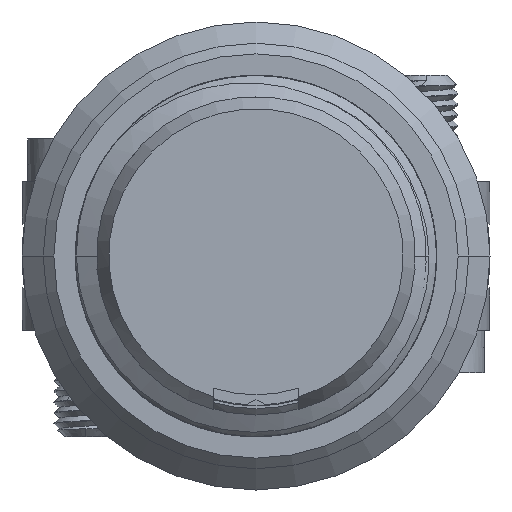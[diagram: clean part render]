
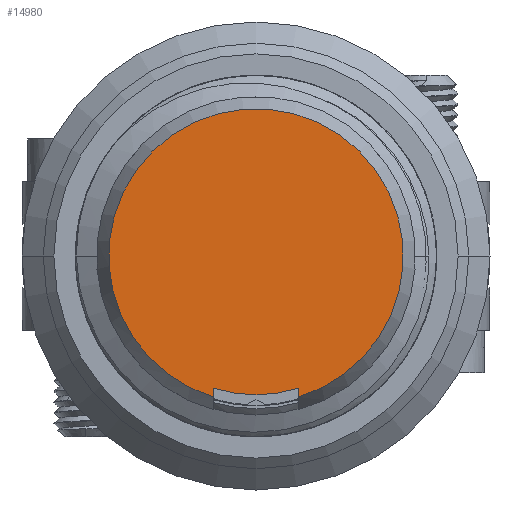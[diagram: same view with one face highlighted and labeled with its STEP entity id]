
A CAD part, left-side view. The second image highlights one B-rep face of the part: STEP entity #14980.
In plain terms, the highlighted planar face has unit normal (-1, 0, 0).
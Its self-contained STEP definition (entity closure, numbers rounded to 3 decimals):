
#1017=CARTESIAN_POINT('',(-3.5,2.,-6.627));
#1019=CARTESIAN_POINT('',(-3.5,0.,0.));
#1020=DIRECTION('',(-1.,0.,0.));
#1021=DIRECTION('',(0.,0.307,-0.952));
#1022=AXIS2_PLACEMENT_3D('',#1019,#1020,#1021);
#1029=DIRECTION('',(0.,0.,1.));
#1030=VECTOR('',#1029,0.417);
#1031=CARTESIAN_POINT('',(-3.5,-2.,-6.627));
#1032=LINE('1413',#1031,#1030);
#1033=DIRECTION('',(0.,0.,1.));
#1034=VECTOR('',#1033,0.417);
#1035=CARTESIAN_POINT('',(-3.5,2.,-6.627));
#1036=LINE('1414',#1035,#1034);
#1041=CARTESIAN_POINT('',(-3.5,-2.,-6.627));
#1052=CARTESIAN_POINT('',(-3.5,0.,0.));
#1053=DIRECTION('',(-1.,0.,0.));
#1054=DIRECTION('',(0.,-0.289,-0.957));
#1055=AXIS2_PLACEMENT_3D('',#1052,#1053,#1054);
#13297=VERTEX_POINT('',#1041);
#13298=VERTEX_POINT('',#1017);
#13808=CARTESIAN_POINT('',(-3.5,-2.,-6.211));
#13810=VERTEX_POINT('',#13808);
#13812=CARTESIAN_POINT('',(-3.5,2.,-6.211));
#13814=VERTEX_POINT('',#13812);
#14967=CARTESIAN_POINT('',(-3.5,0.,0.));
#14968=DIRECTION('',(1.,0.,0.));
#14969=DIRECTION('',(0.,-1.,0.));
#14970=AXIS2_PLACEMENT_3D('',#14967,#14968,#14969);
#14971=PLANE('358',#14970);
#14973=ORIENTED_EDGE('1413',*,*,#14972,.T.);
#14974=ORIENTED_EDGE('1433',*,*,#14957,.F.);
#14975=ORIENTED_EDGE('1414',*,*,#14947,.F.);
#14977=ORIENTED_EDGE('820',*,*,#14976,.F.);
#14978=EDGE_LOOP('358',(#14973,#14974,#14975,#14977));
#14979=FACE_OUTER_BOUND('358',#14978,.F.);
#1023=CIRCLE('1433',#1022,6.525);
#1056=CIRCLE('820',#1055,6.923);
#14947=EDGE_CURVE('1414',#13298,#13814,#1036,.T.);
#14957=EDGE_CURVE('1433',#13814,#13810,#1023,.T.);
#14972=EDGE_CURVE('1413',#13297,#13810,#1032,.T.);
#14976=EDGE_CURVE('820',#13297,#13298,#1056,.T.);
#14980=ADVANCED_FACE('358',(#14979),#14971,.F.);
